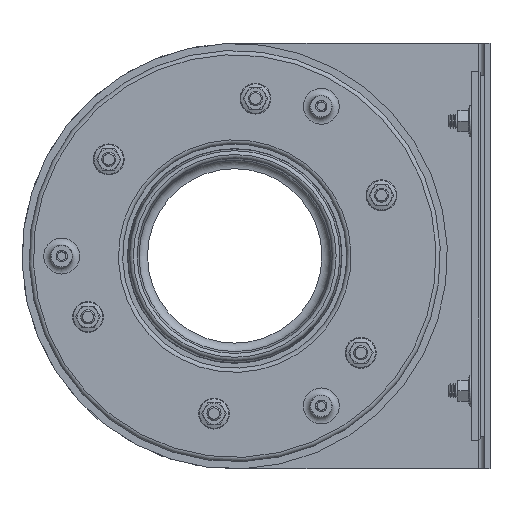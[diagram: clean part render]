
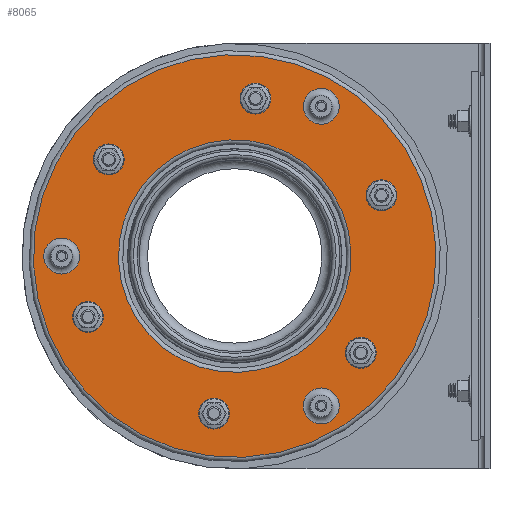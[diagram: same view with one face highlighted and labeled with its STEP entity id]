
A CAD part, top view. The second image highlights one B-rep face of the part: STEP entity #8065.
In plain terms, the highlighted planar face has unit normal (0, 0, 1).
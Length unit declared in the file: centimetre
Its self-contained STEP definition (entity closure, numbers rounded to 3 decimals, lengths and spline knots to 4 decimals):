
#222=FACE_BOUND('',#1376,.T.);
#223=FACE_BOUND('',#1377,.T.);
#224=FACE_BOUND('',#1378,.T.);
#225=FACE_BOUND('',#1379,.T.);
#226=FACE_BOUND('',#1380,.T.);
#227=FACE_BOUND('',#1381,.T.);
#228=FACE_BOUND('',#1382,.T.);
#229=FACE_BOUND('',#1383,.T.);
#230=FACE_BOUND('',#1384,.T.);
#231=FACE_BOUND('',#1385,.T.);
#373=PLANE('',#8900);
#787=FACE_OUTER_BOUND('',#1375,.T.);
#1375=EDGE_LOOP('',(#6035));
#1376=EDGE_LOOP('',(#6036));
#1377=EDGE_LOOP('',(#6037));
#1378=EDGE_LOOP('',(#6038));
#1379=EDGE_LOOP('',(#6039));
#1380=EDGE_LOOP('',(#6040));
#1381=EDGE_LOOP('',(#6041));
#1382=EDGE_LOOP('',(#6042));
#1383=EDGE_LOOP('',(#6043));
#1384=EDGE_LOOP('',(#6044));
#1385=EDGE_LOOP('',(#6045));
#2926=CIRCLE('',#8898,12.6579);
#2928=CIRCLE('',#8901,142.);
#2929=CIRCLE('',#8902,12.6579);
#2930=CIRCLE('',#8903,82.);
#2931=CIRCLE('',#8904,8.);
#2932=CIRCLE('',#8905,8.);
#2933=CIRCLE('',#8906,8.);
#2934=CIRCLE('',#8907,8.);
#2935=CIRCLE('',#8908,8.);
#2936=CIRCLE('',#8909,8.);
#2937=CIRCLE('',#8910,12.6579);
#3512=VERTEX_POINT('',#13268);
#3513=VERTEX_POINT('',#13273);
#3514=VERTEX_POINT('',#13275);
#3515=VERTEX_POINT('',#13277);
#3516=VERTEX_POINT('',#13279);
#3517=VERTEX_POINT('',#13281);
#3518=VERTEX_POINT('',#13283);
#3519=VERTEX_POINT('',#13285);
#3520=VERTEX_POINT('',#13287);
#3521=VERTEX_POINT('',#13289);
#3522=VERTEX_POINT('',#13291);
#4404=EDGE_CURVE('',#3512,#3512,#2926,.T.);
#4406=EDGE_CURVE('',#3513,#3513,#2928,.T.);
#4407=EDGE_CURVE('',#3514,#3514,#2929,.T.);
#4408=EDGE_CURVE('',#3515,#3515,#2930,.T.);
#4409=EDGE_CURVE('',#3516,#3516,#2931,.T.);
#4410=EDGE_CURVE('',#3517,#3517,#2932,.T.);
#4411=EDGE_CURVE('',#3518,#3518,#2933,.T.);
#4412=EDGE_CURVE('',#3519,#3519,#2934,.T.);
#4413=EDGE_CURVE('',#3520,#3520,#2935,.T.);
#4414=EDGE_CURVE('',#3521,#3521,#2936,.T.);
#4415=EDGE_CURVE('',#3522,#3522,#2937,.T.);
#6035=ORIENTED_EDGE('',*,*,#4406,.F.);
#6036=ORIENTED_EDGE('',*,*,#4407,.F.);
#6037=ORIENTED_EDGE('',*,*,#4408,.T.);
#6038=ORIENTED_EDGE('',*,*,#4409,.T.);
#6039=ORIENTED_EDGE('',*,*,#4410,.T.);
#6040=ORIENTED_EDGE('',*,*,#4411,.T.);
#6041=ORIENTED_EDGE('',*,*,#4412,.T.);
#6042=ORIENTED_EDGE('',*,*,#4413,.T.);
#6043=ORIENTED_EDGE('',*,*,#4414,.T.);
#6044=ORIENTED_EDGE('',*,*,#4415,.F.);
#6045=ORIENTED_EDGE('',*,*,#4404,.F.);
#8065=ADVANCED_FACE('',(#787,#222,#223,#224,#225,#226,#227,#228,#229,#230,
#231),#373,.T.);
#8898=AXIS2_PLACEMENT_3D('',#13270,#10738,#10739);
#8900=AXIS2_PLACEMENT_3D('',#13272,#10742,#10743);
#8901=AXIS2_PLACEMENT_3D('',#13274,#10744,#10745);
#8902=AXIS2_PLACEMENT_3D('',#13276,#10746,#10747);
#8903=AXIS2_PLACEMENT_3D('',#13278,#10748,#10749);
#8904=AXIS2_PLACEMENT_3D('',#13280,#10750,#10751);
#8905=AXIS2_PLACEMENT_3D('',#13282,#10752,#10753);
#8906=AXIS2_PLACEMENT_3D('',#13284,#10754,#10755);
#8907=AXIS2_PLACEMENT_3D('',#13286,#10756,#10757);
#8908=AXIS2_PLACEMENT_3D('',#13288,#10758,#10759);
#8909=AXIS2_PLACEMENT_3D('',#13290,#10760,#10761);
#8910=AXIS2_PLACEMENT_3D('',#13292,#10762,#10763);
#10738=DIRECTION('center_axis',(0.,0.,
1.));
#10739=DIRECTION('ref_axis',(-0.5,-0.866,0.));
#10742=DIRECTION('center_axis',(0.,0.,
1.));
#10743=DIRECTION('ref_axis',(-0.383,0.924,0.));
#10744=DIRECTION('center_axis',(0.,0.,
-1.));
#10745=DIRECTION('ref_axis',(0.924,0.383,0.));
#10746=DIRECTION('center_axis',(0.,0.,
1.));
#10747=DIRECTION('ref_axis',(1.,0.,0.));
#10748=DIRECTION('center_axis',(0.,0.,
-1.));
#10749=DIRECTION('ref_axis',(0.924,0.383,0.));
#10750=DIRECTION('center_axis',(0.,0.,
-1.));
#10751=DIRECTION('ref_axis',(0.924,0.383,0.));
#10752=DIRECTION('center_axis',(0.,0.,
-1.));
#10753=DIRECTION('ref_axis',(-0.131,-0.991,0.));
#10754=DIRECTION('center_axis',(0.,0.,
-1.));
#10755=DIRECTION('ref_axis',(-0.793,0.609,0.));
#10756=DIRECTION('center_axis',(0.,0.,
-1.));
#10757=DIRECTION('ref_axis',(0.131,0.991,0.));
#10758=DIRECTION('center_axis',(0.,0.,
-1.));
#10759=DIRECTION('ref_axis',(-0.924,-0.383,0.));
#10760=DIRECTION('center_axis',(0.,0.,
-1.));
#10761=DIRECTION('ref_axis',(0.793,-0.609,0.));
#10762=DIRECTION('center_axis',(0.,0.,
1.));
#10763=DIRECTION('ref_axis',(-0.5,0.866,0.));
#13268=CARTESIAN_POINT('',(2123.8282,364.9534,35.7853));
#13270=CARTESIAN_POINT('Origin',(2136.4861,364.9534,35.7853));
#13272=CARTESIAN_POINT('Origin',(2178.9606,302.1588,35.7853));
#13273=CARTESIAN_POINT('',(2021.145,390.4892,35.7853));
#13274=CARTESIAN_POINT('Origin',(2075.4861,259.2983,35.7853));
#13275=CARTESIAN_POINT('',(1940.8282,259.2983,35.7853));
#13276=CARTESIAN_POINT('Origin',(1953.4861,259.2983,35.7853));
#13277=CARTESIAN_POINT('',(2044.106,335.0564,35.7853));
#13278=CARTESIAN_POINT('Origin',(2075.4861,259.2983,35.7853));
#13279=CARTESIAN_POINT('',(1964.6205,213.3762,35.7853));
#13280=CARTESIAN_POINT('Origin',(1972.0115,216.4377,35.7853));
#13281=CARTESIAN_POINT('',(2091.1492,378.2716,35.7853));
#13282=CARTESIAN_POINT('Origin',(2090.105,370.3401,35.7853));
#13283=CARTESIAN_POINT('',(2170.6885,186.2469,35.7853));
#13284=CARTESIAN_POINT('Origin',(2164.3416,191.117,35.7853));
#13285=CARTESIAN_POINT('',(2059.8229,140.3249,35.7853));
#13286=CARTESIAN_POINT('Origin',(2060.8671,148.2564,35.7853));
#13287=CARTESIAN_POINT('',(2186.3516,305.2203,35.7853));
#13288=CARTESIAN_POINT('Origin',(2178.9606,302.1588,35.7853));
#13289=CARTESIAN_POINT('',(1980.2836,332.3496,35.7853));
#13290=CARTESIAN_POINT('Origin',(1986.6305,327.4795,35.7853));
#13291=CARTESIAN_POINT('',(2123.8282,153.6432,35.7853));
#13292=CARTESIAN_POINT('Origin',(2136.4861,153.6432,35.7853));
